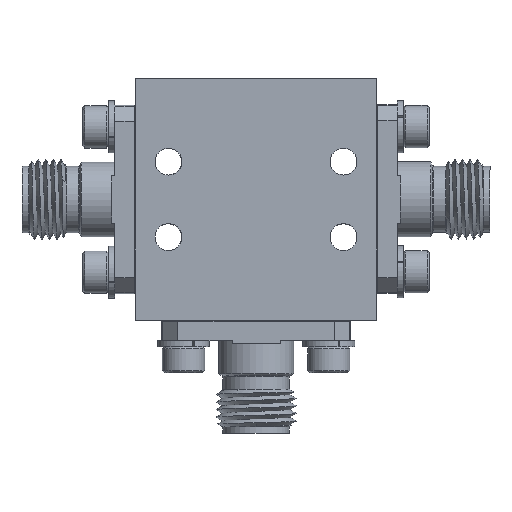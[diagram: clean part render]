
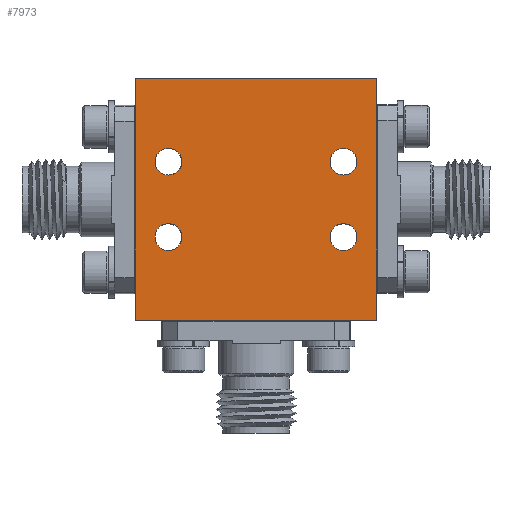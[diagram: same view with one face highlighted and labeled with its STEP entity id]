
A CAD part, front view. The second image highlights one B-rep face of the part: STEP entity #7973.
In plain terms, the highlighted planar face has unit normal (0, -1, 0).
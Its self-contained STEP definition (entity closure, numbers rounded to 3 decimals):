
#71 = CARTESIAN_POINT ( 'NONE',  ( -7.644, -7.682, -0.993 ) ) ;
#652 = CIRCLE ( 'NONE', #26518, 1.13 ) ;
#1055 = CARTESIAN_POINT ( 'NONE',  ( -7.644, -7.682, 3.097 ) ) ;
#1464 = CARTESIAN_POINT ( 'NONE',  ( 7.088, -7.682, -0.993 ) ) ;
#1585 = EDGE_CURVE ( 'NONE', #18488, #22692, #17319, .T. ) ;
#1639 = DIRECTION ( 'NONE',  ( 1., 0., 0. ) ) ;
#1779 = DIRECTION ( 'NONE',  ( 0., 1., 0. ) ) ;
#2066 = CARTESIAN_POINT ( 'NONE',  ( -7.644, -7.682, 4.227 ) ) ;
#2308 = ORIENTED_EDGE ( 'NONE', *, *, #3290, .T. ) ;
#2662 = EDGE_LOOP ( 'NONE', ( #18621, #8435 ) ) ;
#2864 = EDGE_LOOP ( 'NONE', ( #16426, #4497 ) ) ;
#2978 = CARTESIAN_POINT ( 'NONE',  ( -7.644, -7.682, 4.227 ) ) ;
#3290 = EDGE_CURVE ( 'NONE', #22692, #18488, #10896, .T. ) ;
#3565 = FACE_BOUND ( 'NONE', #11728, .T. ) ;
#4497 = ORIENTED_EDGE ( 'NONE', *, *, #21992, .T. ) ;
#4578 = FACE_OUTER_BOUND ( 'NONE', #11203, .T. ) ;
#5103 = DIRECTION ( 'NONE',  ( 0., 1., 0. ) ) ;
#5289 = VERTEX_POINT ( 'NONE', #20237 ) ;
#5307 = DIRECTION ( 'NONE',  ( 0., 0., 1. ) ) ;
#5355 = VECTOR ( 'NONE', #11240, 1000. ) ;
#6574 = CARTESIAN_POINT ( 'NONE',  ( 9.882, -7.682, 11.212 ) ) ;
#6979 = FACE_BOUND ( 'NONE', #2864, .T. ) ;
#7052 = DIRECTION ( 'NONE',  ( 0., 1., 0. ) ) ;
#7233 = CARTESIAN_POINT ( 'NONE',  ( 7.088, -7.682, 4.227 ) ) ;
#7839 = VERTEX_POINT ( 'NONE', #71 ) ;
#7973 = ADVANCED_FACE ( 'NONE', ( #12741, #20833, #3565, #6979, #4578 ), #19675, .F. ) ;
#8193 = CARTESIAN_POINT ( 'NONE',  ( -7.644, -7.682, -2.123 ) ) ;
#8435 = ORIENTED_EDGE ( 'NONE', *, *, #21500, .T. ) ;
#8610 = VERTEX_POINT ( 'NONE', #6574 ) ;
#8760 = VERTEX_POINT ( 'NONE', #17561 ) ;
#8948 = EDGE_LOOP ( 'NONE', ( #15687, #2308 ) ) ;
#9137 = VECTOR ( 'NONE', #1639, 1000. ) ;
#9143 = VERTEX_POINT ( 'NONE', #11379 ) ;
#9207 = AXIS2_PLACEMENT_3D ( 'NONE', #8193, #23309, #10388 ) ;
#9901 = AXIS2_PLACEMENT_3D ( 'NONE', #2066, #17217, #10621 ) ;
#10360 = EDGE_CURVE ( 'NONE', #11114, #19161, #17745, .T. ) ;
#10388 = DIRECTION ( 'NONE',  ( 0., 0., 1. ) ) ;
#10621 = DIRECTION ( 'NONE',  ( 0., 0., 1. ) ) ;
#10813 = CARTESIAN_POINT ( 'NONE',  ( -0.278, -7.682, 1.052 ) ) ;
#10896 = CIRCLE ( 'NONE', #27882, 1.13 ) ;
#11114 = VERTEX_POINT ( 'NONE', #1464 ) ;
#11203 = EDGE_LOOP ( 'NONE', ( #16276, #12459, #16959, #27085 ) ) ;
#11240 = DIRECTION ( 'NONE',  ( 0., 0., 1. ) ) ;
#11268 = CIRCLE ( 'NONE', #9207, 1.13 ) ;
#11379 = CARTESIAN_POINT ( 'NONE',  ( -10.438, -7.682, -9.108 ) ) ;
#11572 = CARTESIAN_POINT ( 'NONE',  ( -7.644, -7.682, -2.123 ) ) ;
#11728 = EDGE_LOOP ( 'NONE', ( #18782, #23374 ) ) ;
#12028 = AXIS2_PLACEMENT_3D ( 'NONE', #10813, #17511, #25939 ) ;
#12361 = DIRECTION ( 'NONE',  ( 0., 0., -1. ) ) ;
#12459 = ORIENTED_EDGE ( 'NONE', *, *, #24895, .F. ) ;
#12496 = LINE ( 'NONE', #26558, #5355 ) ;
#12706 = CARTESIAN_POINT ( 'NONE',  ( 7.088, -7.682, -2.123 ) ) ;
#12741 = FACE_BOUND ( 'NONE', #2662, .T. ) ;
#13187 = AXIS2_PLACEMENT_3D ( 'NONE', #24820, #27285, #5307 ) ;
#13414 = VERTEX_POINT ( 'NONE', #21744 ) ;
#13490 = CARTESIAN_POINT ( 'NONE',  ( 7.088, -7.682, 3.097 ) ) ;
#14001 = DIRECTION ( 'NONE',  ( 0., 0., 1. ) ) ;
#14030 = EDGE_CURVE ( 'NONE', #5289, #7839, #21139, .T. ) ;
#14164 = AXIS2_PLACEMENT_3D ( 'NONE', #14473, #1779, #16637 ) ;
#14473 = CARTESIAN_POINT ( 'NONE',  ( 7.088, -7.682, 4.227 ) ) ;
#14695 = CARTESIAN_POINT ( 'NONE',  ( 9.882, -7.682, 11.212 ) ) ;
#14839 = LINE ( 'NONE', #14695, #9137 ) ;
#14855 = DIRECTION ( 'NONE',  ( 0., 1., 0. ) ) ;
#15625 = LINE ( 'NONE', #16774, #21732 ) ;
#15687 = ORIENTED_EDGE ( 'NONE', *, *, #1585, .T. ) ;
#16046 = EDGE_CURVE ( 'NONE', #8760, #25953, #24822, .T. ) ;
#16276 = ORIENTED_EDGE ( 'NONE', *, *, #22279, .F. ) ;
#16426 = ORIENTED_EDGE ( 'NONE', *, *, #16046, .T. ) ;
#16637 = DIRECTION ( 'NONE',  ( 0., 0., 1. ) ) ;
#16652 = EDGE_CURVE ( 'NONE', #8610, #13414, #15625, .T. ) ;
#16680 = EDGE_CURVE ( 'NONE', #7839, #5289, #11268, .T. ) ;
#16774 = CARTESIAN_POINT ( 'NONE',  ( 9.882, -7.682, 11.212 ) ) ;
#16959 = ORIENTED_EDGE ( 'NONE', *, *, #16652, .F. ) ;
#17217 = DIRECTION ( 'NONE',  ( 0., 1., 0. ) ) ;
#17299 = CARTESIAN_POINT ( 'NONE',  ( 7.088, -7.682, 5.357 ) ) ;
#17319 = CIRCLE ( 'NONE', #14164, 1.13 ) ;
#17511 = DIRECTION ( 'NONE',  ( 0., 1., 0. ) ) ;
#17561 = CARTESIAN_POINT ( 'NONE',  ( -7.644, -7.682, 5.357 ) ) ;
#17745 = CIRCLE ( 'NONE', #13187, 1.13 ) ;
#18488 = VERTEX_POINT ( 'NONE', #17299 ) ;
#18621 = ORIENTED_EDGE ( 'NONE', *, *, #10360, .T. ) ;
#18782 = ORIENTED_EDGE ( 'NONE', *, *, #16680, .T. ) ;
#19161 = VERTEX_POINT ( 'NONE', #25741 ) ;
#19675 = PLANE ( 'NONE',  #12028 ) ;
#20237 = CARTESIAN_POINT ( 'NONE',  ( -7.644, -7.682, -3.253 ) ) ;
#20487 = LINE ( 'NONE', #24833, #23872 ) ;
#20488 = DIRECTION ( 'NONE',  ( 0., 0., 1. ) ) ;
#20658 = DIRECTION ( 'NONE',  ( -1., 0., 0. ) ) ;
#20833 = FACE_BOUND ( 'NONE', #8948, .T. ) ;
#20959 = EDGE_CURVE ( 'NONE', #24898, #8610, #14839, .T. ) ;
#21139 = CIRCLE ( 'NONE', #26344, 1.13 ) ;
#21500 = EDGE_CURVE ( 'NONE', #19161, #11114, #652, .T. ) ;
#21732 = VECTOR ( 'NONE', #12361, 1000. ) ;
#21744 = CARTESIAN_POINT ( 'NONE',  ( 9.882, -7.682, -9.108 ) ) ;
#21992 = EDGE_CURVE ( 'NONE', #25953, #8760, #24024, .T. ) ;
#22279 = EDGE_CURVE ( 'NONE', #9143, #24898, #12496, .T. ) ;
#22692 = VERTEX_POINT ( 'NONE', #13490 ) ;
#23309 = DIRECTION ( 'NONE',  ( 0., 1., 0. ) ) ;
#23374 = ORIENTED_EDGE ( 'NONE', *, *, #14030, .T. ) ;
#23872 = VECTOR ( 'NONE', #20658, 1000. ) ;
#24024 = CIRCLE ( 'NONE', #27778, 1.13 ) ;
#24377 = DIRECTION ( 'NONE',  ( 0., 0., 1. ) ) ;
#24820 = CARTESIAN_POINT ( 'NONE',  ( 7.088, -7.682, -2.123 ) ) ;
#24822 = CIRCLE ( 'NONE', #9901, 1.13 ) ;
#24833 = CARTESIAN_POINT ( 'NONE',  ( 9.882, -7.682, -9.108 ) ) ;
#24895 = EDGE_CURVE ( 'NONE', #13414, #9143, #20487, .T. ) ;
#24898 = VERTEX_POINT ( 'NONE', #27027 ) ;
#25662 = DIRECTION ( 'NONE',  ( 0., 0., 1. ) ) ;
#25741 = CARTESIAN_POINT ( 'NONE',  ( 7.088, -7.682, -3.253 ) ) ;
#25939 = DIRECTION ( 'NONE',  ( 0., 0., 1. ) ) ;
#25953 = VERTEX_POINT ( 'NONE', #1055 ) ;
#26344 = AXIS2_PLACEMENT_3D ( 'NONE', #11572, #5103, #14001 ) ;
#26518 = AXIS2_PLACEMENT_3D ( 'NONE', #12706, #14855, #25662 ) ;
#26558 = CARTESIAN_POINT ( 'NONE',  ( -10.438, -7.682, 11.212 ) ) ;
#26945 = DIRECTION ( 'NONE',  ( 0., 1., 0. ) ) ;
#27027 = CARTESIAN_POINT ( 'NONE',  ( -10.438, -7.682, 11.212 ) ) ;
#27085 = ORIENTED_EDGE ( 'NONE', *, *, #20959, .F. ) ;
#27285 = DIRECTION ( 'NONE',  ( 0., 1., 0. ) ) ;
#27778 = AXIS2_PLACEMENT_3D ( 'NONE', #2978, #26945, #20488 ) ;
#27882 = AXIS2_PLACEMENT_3D ( 'NONE', #7233, #7052, #24377 ) ;
